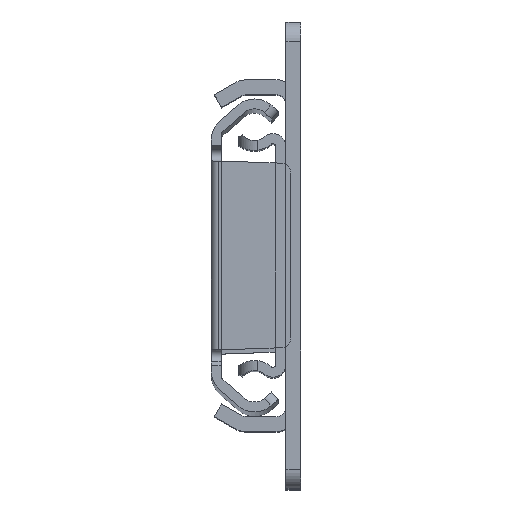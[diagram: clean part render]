
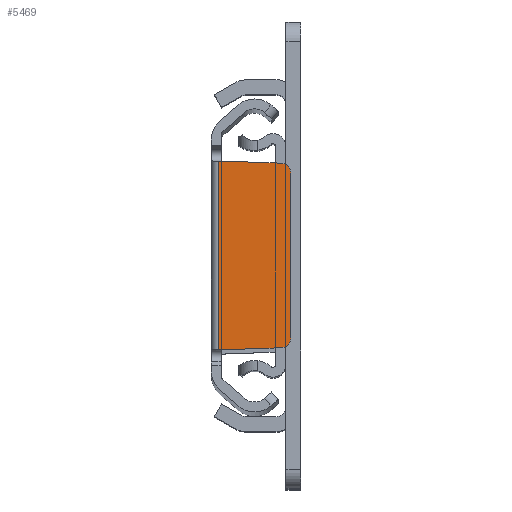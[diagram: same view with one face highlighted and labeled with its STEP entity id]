
A CAD part, top view. The second image highlights one B-rep face of the part: STEP entity #5469.
In plain terms, the highlighted planar face has unit normal (0, 0, 1).
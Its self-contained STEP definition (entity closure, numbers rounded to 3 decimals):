
#127 = VECTOR ( 'NONE', #2574, 1000. ) ;
#183 = ORIENTED_EDGE ( 'NONE', *, *, #2051, .T. ) ;
#264 = VECTOR ( 'NONE', #1123, 1000. ) ;
#379 = LINE ( 'NONE', #2322, #2189 ) ;
#727 = DIRECTION ( 'NONE',  ( 0., 0., 1. ) ) ;
#876 = CARTESIAN_POINT ( 'NONE',  ( 14., 16.579, 0. ) ) ;
#881 = VERTEX_POINT ( 'NONE', #6150 ) ;
#950 = CARTESIAN_POINT ( 'NONE',  ( -2., -19., 0. ) ) ;
#1033 = VECTOR ( 'NONE', #5062, 1000. ) ;
#1054 = CIRCLE ( 'NONE', #2679, 2. ) ;
#1078 = EDGE_CURVE ( 'NONE', #881, #3184, #5858, .T. ) ;
#1123 = DIRECTION ( 'NONE',  ( 0., -1., 0. ) ) ;
#1313 = DIRECTION ( 'NONE',  ( 1., 0., 0. ) ) ;
#1353 = ORIENTED_EDGE ( 'NONE', *, *, #4210, .T. ) ;
#1626 = CARTESIAN_POINT ( 'NONE',  ( 0., -19., 0. ) ) ;
#1710 = ORIENTED_EDGE ( 'NONE', *, *, #4729, .T. ) ;
#1728 = LINE ( 'NONE', #5007, #264 ) ;
#1775 = VERTEX_POINT ( 'NONE', #4831 ) ;
#1988 = AXIS2_PLACEMENT_3D ( 'NONE', #5378, #3593, #5509 ) ;
#2032 = VERTEX_POINT ( 'NONE', #6078 ) ;
#2051 = EDGE_CURVE ( 'NONE', #3682, #1775, #2663, .T. ) ;
#2133 = CARTESIAN_POINT ( 'NONE',  ( 12.07, -18.578, 0. ) ) ;
#2156 = CARTESIAN_POINT ( 'NONE',  ( -0.5, -19., 0. ) ) ;
#2189 = VECTOR ( 'NONE', #5714, 1000. ) ;
#2238 = CARTESIAN_POINT ( 'NONE',  ( 6.7, 26.325, 0. ) ) ;
#2277 = CARTESIAN_POINT ( 'NONE',  ( -0.5, 19., 0. ) ) ;
#2322 = CARTESIAN_POINT ( 'NONE',  ( 14., 18.51, 0. ) ) ;
#2372 = DIRECTION ( 'NONE',  ( 1., 0., 0. ) ) ;
#2434 = DIRECTION ( 'NONE',  ( 0., 0., 1. ) ) ;
#2501 = CARTESIAN_POINT ( 'NONE',  ( -2., 19., 0. ) ) ;
#2566 = DIRECTION ( 'NONE',  ( 1., 0., 0. ) ) ;
#2574 = DIRECTION ( 'NONE',  ( 0.999, 0.035, 0. ) ) ;
#2663 = LINE ( 'NONE', #3734, #1033 ) ;
#2679 = AXIS2_PLACEMENT_3D ( 'NONE', #4735, #2434, #2880 ) ;
#2773 = EDGE_CURVE ( 'NONE', #4910, #3613, #1728, .T. ) ;
#2880 = DIRECTION ( 'NONE',  ( 1., 0., 0. ) ) ;
#3095 = VECTOR ( 'NONE', #2372, 1000. ) ;
#3184 = VERTEX_POINT ( 'NONE', #2133 ) ;
#3466 = EDGE_CURVE ( 'NONE', #5549, #3682, #1054, .T. ) ;
#3593 = DIRECTION ( 'NONE',  ( 0., 0., 1. ) ) ;
#3613 = VERTEX_POINT ( 'NONE', #2156 ) ;
#3682 = VERTEX_POINT ( 'NONE', #4010 ) ;
#3734 = CARTESIAN_POINT ( 'NONE',  ( 0., 19., 0. ) ) ;
#4010 = CARTESIAN_POINT ( 'NONE',  ( 12.07, 18.578, 0. ) ) ;
#4210 = EDGE_CURVE ( 'NONE', #2032, #5549, #379, .T. ) ;
#4263 = ORIENTED_EDGE ( 'NONE', *, *, #2773, .T. ) ;
#4375 = EDGE_CURVE ( 'NONE', #4910, #1775, #4446, .T. ) ;
#4446 = LINE ( 'NONE', #2501, #4489 ) ;
#4489 = VECTOR ( 'NONE', #2566, 1000. ) ;
#4640 = ORIENTED_EDGE ( 'NONE', *, *, #1078, .T. ) ;
#4671 = LINE ( 'NONE', #950, #3095 ) ;
#4709 = ORIENTED_EDGE ( 'NONE', *, *, #3466, .T. ) ;
#4729 = EDGE_CURVE ( 'NONE', #3613, #881, #4671, .T. ) ;
#4735 = CARTESIAN_POINT ( 'NONE',  ( 12., 16.579, 0. ) ) ;
#4831 = CARTESIAN_POINT ( 'NONE',  ( 0., 19., 0. ) ) ;
#4910 = VERTEX_POINT ( 'NONE', #2277 ) ;
#5007 = CARTESIAN_POINT ( 'NONE',  ( -0.5, 26.325, 0. ) ) ;
#5024 = ORIENTED_EDGE ( 'NONE', *, *, #4375, .F. ) ;
#5062 = DIRECTION ( 'NONE',  ( -0.999, 0.035, 0. ) ) ;
#5198 = AXIS2_PLACEMENT_3D ( 'NONE', #2238, #727, #1313 ) ;
#5275 = ORIENTED_EDGE ( 'NONE', *, *, #5353, .T. ) ;
#5306 = CIRCLE ( 'NONE', #1988, 2. ) ;
#5353 = EDGE_CURVE ( 'NONE', #3184, #2032, #5306, .T. ) ;
#5378 = CARTESIAN_POINT ( 'NONE',  ( 12., -16.579, 0. ) ) ;
#5469 = ADVANCED_FACE ( 'NONE', ( #5630 ), #5652, .T. ) ;
#5509 = DIRECTION ( 'NONE',  ( 1., 0., 0. ) ) ;
#5549 = VERTEX_POINT ( 'NONE', #876 ) ;
#5572 = EDGE_LOOP ( 'NONE', ( #5024, #4263, #1710, #4640, #5275, #1353, #4709, #183 ) ) ;
#5630 = FACE_OUTER_BOUND ( 'NONE', #5572, .T. ) ;
#5652 = PLANE ( 'NONE',  #5198 ) ;
#5714 = DIRECTION ( 'NONE',  ( 0., 1., 0. ) ) ;
#5858 = LINE ( 'NONE', #1626, #127 ) ;
#6078 = CARTESIAN_POINT ( 'NONE',  ( 14., -16.579, 0. ) ) ;
#6150 = CARTESIAN_POINT ( 'NONE',  ( 0., -19., 0. ) ) ;
